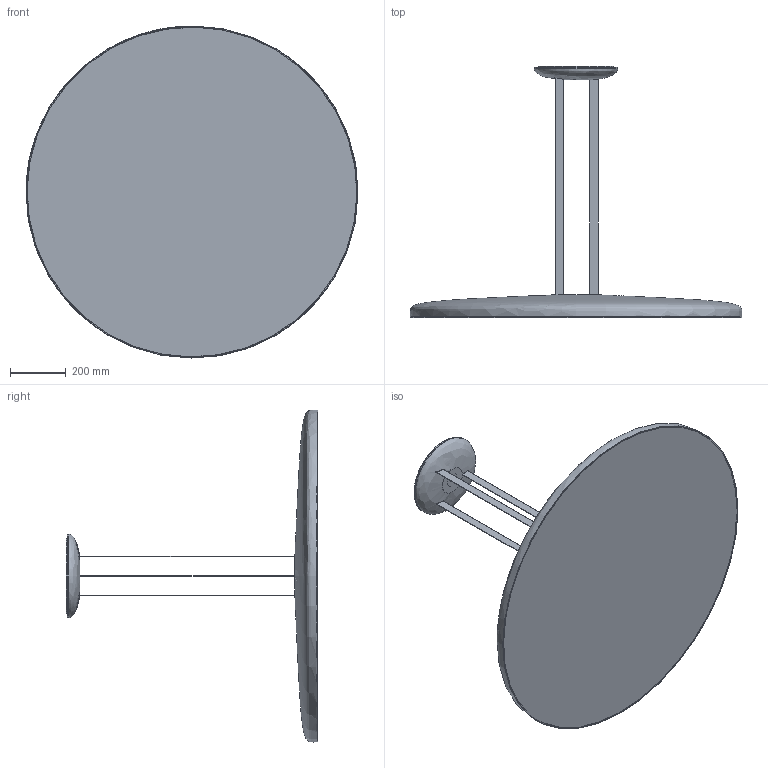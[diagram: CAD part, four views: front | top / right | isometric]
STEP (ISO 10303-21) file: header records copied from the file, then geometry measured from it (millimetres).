
FILE_DESCRIPTION(('STEP AP203'),'2;1');
FILE_NAME('COMPLESSIVO FLEJO GRANDE.stp','2024-07-04T09:19:06',(''),(''),'2009.3.110','THINKDESIGN','');
FILE_SCHEMA(('CONFIG_CONTROL_DESIGN'));
Length unit declared in the file: millimetre
Bounding box: 1192 x 902 x 1192 mm (x, y, z)
Volume: 8579954.8 mm3; surface area: 5187383.6 mm2
Topology: 20 solids, 20 shells, 352 faces, 901 edges, 600 vertices
Faces by surface type: plane 195, cylinder 83, bspline 74
Full cylindrical faces by diameter (mm): 2.5 x1, 3.036 x2, 3.25 x1, 3.3 x3, 3.623 x2, 4 x4, 5.4 x6, 6.5 x2, 6.6 x3, 7.9 x3, 9.2 x2, 15 x1, 30 x3, 50 x1, 270 x1, 294 x1, 300 x1, 1184 x1, 1192 x1
Entity records: 17015 total; most frequent: CARTESIAN_POINT 8347, ORIENTED_EDGE 1798, DIRECTION 1683, EDGE_CURVE 899, VERTEX_POINT 600, AXIS2_PLACEMENT_3D 576, VECTOR 531, LINE 531
